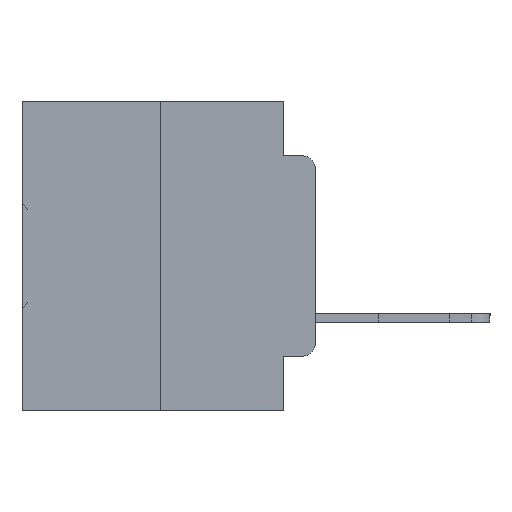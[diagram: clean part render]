
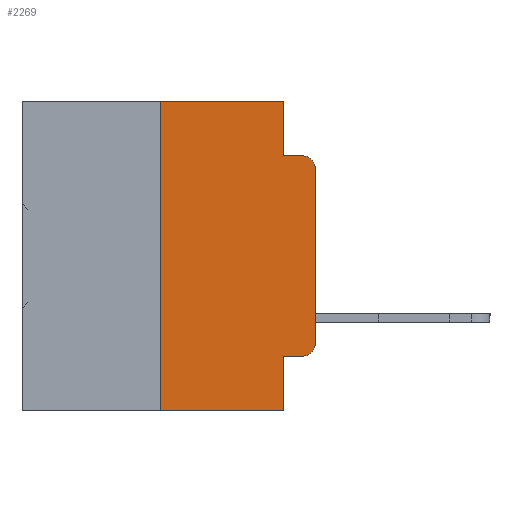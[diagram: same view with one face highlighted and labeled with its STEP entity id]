
A CAD part, left-side view. The second image highlights one B-rep face of the part: STEP entity #2269.
In plain terms, the highlighted planar face has unit normal (-1, 0, 0).
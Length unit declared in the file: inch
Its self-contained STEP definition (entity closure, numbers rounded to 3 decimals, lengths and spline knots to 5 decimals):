
#1454 = VERTEX_POINT ( 'NONE', #16296 ) ;
#1579 = CARTESIAN_POINT ( 'NONE',  ( 0., 0.473, -0.5 ) ) ;
#2269 = ADVANCED_FACE ( 'NONE', ( #34010 ), #30485, .F. ) ;
#2277 = VECTOR ( 'NONE', #14407, 39.37008 ) ;
#3564 = LINE ( 'NONE', #26830, #31572 ) ;
#4400 = EDGE_CURVE ( 'NONE', #11852, #15460, #9305, .T. ) ;
#4652 = DIRECTION ( 'NONE',  ( 0., -1., 0. ) ) ;
#5234 = VERTEX_POINT ( 'NONE', #20676 ) ;
#5974 = DIRECTION ( 'NONE',  ( 0., -1., 0. ) ) ;
#6518 = DIRECTION ( 'NONE',  ( -1., 0., 0. ) ) ;
#9305 = LINE ( 'NONE', #30739, #2277 ) ;
#9965 = LINE ( 'NONE', #17618, #29379 ) ;
#10052 = LINE ( 'NONE', #32517, #16704 ) ;
#10091 = DIRECTION ( 'NONE',  ( 0., 0., 1. ) ) ;
#10882 = DIRECTION ( 'NONE',  ( -1., 0., 0. ) ) ;
#11042 = EDGE_CURVE ( 'NONE', #1454, #12572, #30292, .T. ) ;
#11438 = CARTESIAN_POINT ( 'NONE',  ( 0., 0.051, -0.5 ) ) ;
#11848 = VERTEX_POINT ( 'NONE', #29315 ) ;
#11852 = VERTEX_POINT ( 'NONE', #32111 ) ;
#11984 = EDGE_CURVE ( 'NONE', #12572, #5234, #19693, .T. ) ;
#12572 = VERTEX_POINT ( 'NONE', #30709 ) ;
#12956 = VECTOR ( 'NONE', #5974, 39.37008 ) ;
#13123 = DIRECTION ( 'NONE',  ( 1., 0., 0. ) ) ;
#13857 = VERTEX_POINT ( 'NONE', #11438 ) ;
#14157 = EDGE_CURVE ( 'NONE', #15460, #35210, #27610, .T. ) ;
#14407 = DIRECTION ( 'NONE',  ( 0., 0., -1. ) ) ;
#14763 = CARTESIAN_POINT ( 'NONE',  ( 0., 0.473, 0. ) ) ;
#15286 = CARTESIAN_POINT ( 'NONE',  ( 0., 0.02, -0.0885 ) ) ;
#15460 = VERTEX_POINT ( 'NONE', #25933 ) ;
#16020 = LINE ( 'NONE', #23822, #24204 ) ;
#16296 = CARTESIAN_POINT ( 'NONE',  ( 0., 0.051, -0.4115 ) ) ;
#16704 = VECTOR ( 'NONE', #35259, 39.37008 ) ;
#17618 = CARTESIAN_POINT ( 'NONE',  ( 0., 0., 0. ) ) ;
#18344 = DIRECTION ( 'NONE',  ( 0., -1., 0. ) ) ;
#19693 = CIRCLE ( 'NONE', #28648, 0.02 ) ;
#20458 = EDGE_LOOP ( 'NONE', ( #24951, #25028, #26009, #26036, #26944, #29314, #29797, #30025, #31431, #32955 ) ) ;
#20461 = EDGE_CURVE ( 'NONE', #1454, #13857, #10052, .T. ) ;
#20676 = CARTESIAN_POINT ( 'NONE',  ( 0., 0., -0.3915 ) ) ;
#21508 = CARTESIAN_POINT ( 'NONE',  ( 0., 0.25, 0. ) ) ;
#22782 = CARTESIAN_POINT ( 'NONE',  ( 0., 0.051, -0.4115 ) ) ;
#22885 = CARTESIAN_POINT ( 'NONE',  ( 0., 0.051, -0.0885 ) ) ;
#23120 = DIRECTION ( 'NONE',  ( 0., 0., 1. ) ) ;
#23219 = VECTOR ( 'NONE', #4652, 39.37008 ) ;
#23393 = CARTESIAN_POINT ( 'NONE',  ( 0., 0.02, -0.1085 ) ) ;
#23822 = CARTESIAN_POINT ( 'NONE',  ( 0., 0.473, 0. ) ) ;
#24204 = VECTOR ( 'NONE', #18344, 39.37008 ) ;
#24951 = ORIENTED_EDGE ( 'NONE', *, *, #32417, .T. ) ;
#25028 = ORIENTED_EDGE ( 'NONE', *, *, #27047, .T. ) ;
#25512 = DIRECTION ( 'NONE',  ( 0., -1., 0. ) ) ;
#25541 = EDGE_CURVE ( 'NONE', #33324, #11852, #16020, .T. ) ;
#25570 = DIRECTION ( 'NONE',  ( 0., 0., -1. ) ) ;
#25933 = CARTESIAN_POINT ( 'NONE',  ( 0., 0.051, -0.0885 ) ) ;
#26009 = ORIENTED_EDGE ( 'NONE', *, *, #14157, .F. ) ;
#26036 = ORIENTED_EDGE ( 'NONE', *, *, #4400, .F. ) ;
#26091 = DIRECTION ( 'NONE',  ( 0., 0., -1. ) ) ;
#26705 = AXIS2_PLACEMENT_3D ( 'NONE', #23393, #6518, #26091 ) ;
#26830 = CARTESIAN_POINT ( 'NONE',  ( 0., 0.25, 0. ) ) ;
#26944 = ORIENTED_EDGE ( 'NONE', *, *, #25541, .F. ) ;
#27047 = EDGE_CURVE ( 'NONE', #35459, #35210, #31629, .T. ) ;
#27307 = EDGE_CURVE ( 'NONE', #11848, #13857, #30342, .T. ) ;
#27446 = CARTESIAN_POINT ( 'NONE',  ( 0., 0.02, -0.3915 ) ) ;
#27610 = LINE ( 'NONE', #22885, #12956 ) ;
#28648 = AXIS2_PLACEMENT_3D ( 'NONE', #27446, #10882, #30104 ) ;
#29314 = ORIENTED_EDGE ( 'NONE', *, *, #31292, .F. ) ;
#29315 = CARTESIAN_POINT ( 'NONE',  ( 0., 0.25, -0.5 ) ) ;
#29379 = VECTOR ( 'NONE', #23120, 39.37008 ) ;
#29457 = VECTOR ( 'NONE', #25512, 39.37008 ) ;
#29797 = ORIENTED_EDGE ( 'NONE', *, *, #27307, .T. ) ;
#30025 = ORIENTED_EDGE ( 'NONE', *, *, #20461, .F. ) ;
#30104 = DIRECTION ( 'NONE',  ( 0., 0., -1. ) ) ;
#30292 = LINE ( 'NONE', #22782, #29457 ) ;
#30342 = LINE ( 'NONE', #1579, #23219 ) ;
#30485 = PLANE ( 'NONE',  #33064 ) ;
#30709 = CARTESIAN_POINT ( 'NONE',  ( 0., 0.02, -0.4115 ) ) ;
#30739 = CARTESIAN_POINT ( 'NONE',  ( 0., 0.051, 0. ) ) ;
#31292 = EDGE_CURVE ( 'NONE', #11848, #33324, #3564, .T. ) ;
#31431 = ORIENTED_EDGE ( 'NONE', *, *, #11042, .T. ) ;
#31572 = VECTOR ( 'NONE', #10091, 39.37008 ) ;
#31629 = CIRCLE ( 'NONE', #26705, 0.02 ) ;
#32111 = CARTESIAN_POINT ( 'NONE',  ( 0., 0.051, 0. ) ) ;
#32417 = EDGE_CURVE ( 'NONE', #5234, #35459, #9965, .T. ) ;
#32517 = CARTESIAN_POINT ( 'NONE',  ( 0., 0.051, 0. ) ) ;
#32626 = CARTESIAN_POINT ( 'NONE',  ( 0., 0., -0.1085 ) ) ;
#32955 = ORIENTED_EDGE ( 'NONE', *, *, #11984, .T. ) ;
#33064 = AXIS2_PLACEMENT_3D ( 'NONE', #14763, #13123, #25570 ) ;
#33324 = VERTEX_POINT ( 'NONE', #21508 ) ;
#34010 = FACE_OUTER_BOUND ( 'NONE', #20458, .T. ) ;
#35210 = VERTEX_POINT ( 'NONE', #15286 ) ;
#35259 = DIRECTION ( 'NONE',  ( 0., 0., -1. ) ) ;
#35459 = VERTEX_POINT ( 'NONE', #32626 ) ;
